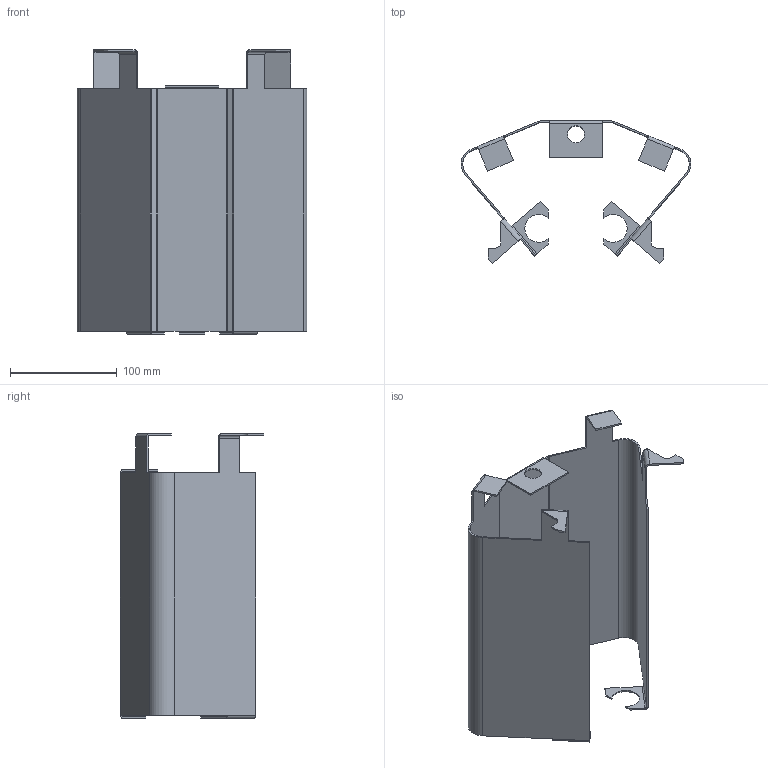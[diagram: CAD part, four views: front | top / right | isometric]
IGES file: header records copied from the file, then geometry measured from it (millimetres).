
Start section:  PTC IGES file: pp1_install-ship_support_can.igs
Global section: file name: pp1_install-ship_support_can.igs; native system: Pro/ENGINEER by Parametric Technology Corporation; preprocessor: 2004280; author: ericcan; organization: Unknown; date: 060520.004805; units: millimetre
Bounding box: 215.15 x 134.18 x 266.9 mm (x, y, z)
Surface area: 230753.8 mm2 (no closed solid volume)
Topology: 0 solids, 0 shells, 140 faces, 636 edges, 636 vertices
Faces by surface type: bspline 108, revolution 32
